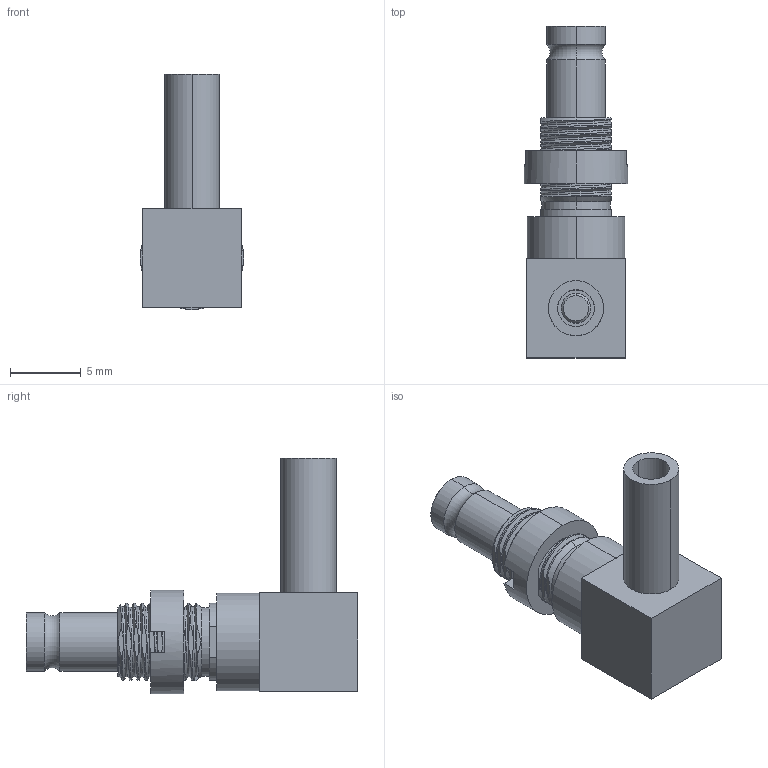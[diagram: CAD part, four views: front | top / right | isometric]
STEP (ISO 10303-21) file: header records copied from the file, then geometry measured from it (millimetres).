
FILE_DESCRIPTION((''),'2;1');
FILE_NAME('2','2021-09-02T',('Administrator'),(''),'PRO/ENGINEER BY PARAMETRIC TECHNOLOGY CORPORATION, 2012090','PRO/ENGINEER BY PARAMETRIC TECHNOLOGY CORPORATION, 2012090','');
FILE_SCHEMA(('CONFIG_CONTROL_DESIGN'));
Length unit declared in the file: millimetre
Products named in the file (1): 2
Bounding box: 7.32 x 23.5 x 16.65 mm (x, y, z)
Volume: 776.3 mm3; surface area: 956 mm2
Topology: 1 solids, 1 shells, 122 faces, 319 edges, 207 vertices
Faces by surface type: plane 53, cylinder 36, bspline 19, cone 12, torus 2
Entity records: 7209 total; most frequent: CARTESIAN_POINT 4365, ORIENTED_EDGE 634, DIRECTION 499, EDGE_CURVE 317, VERTEX_POINT 207, AXIS2_PLACEMENT_3D 183, VECTOR 133, LINE 133
